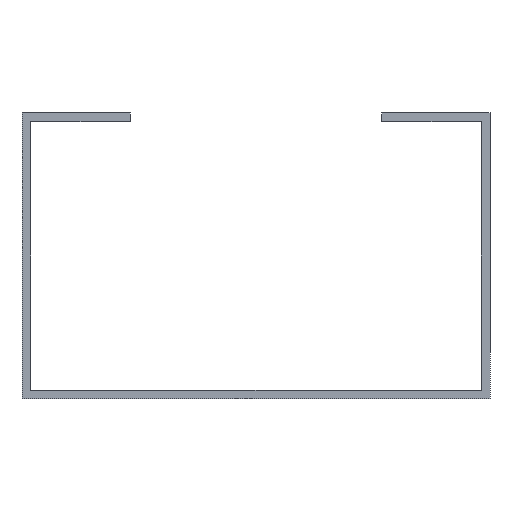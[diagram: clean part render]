
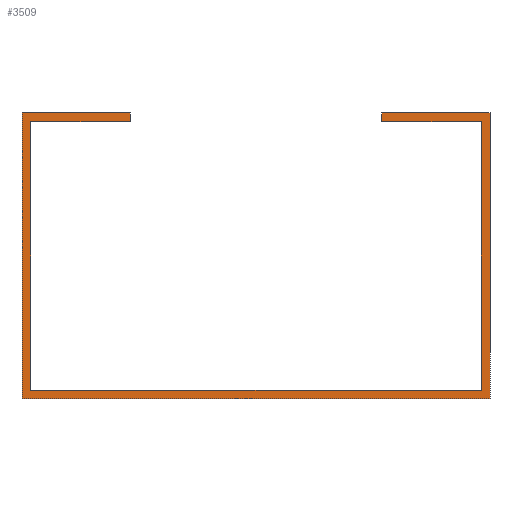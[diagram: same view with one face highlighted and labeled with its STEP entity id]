
A CAD part, front view. The second image highlights one B-rep face of the part: STEP entity #3509.
In plain terms, the highlighted planar face has unit normal (0, -1, 0).
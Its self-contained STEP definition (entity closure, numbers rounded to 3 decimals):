
#2=DIRECTION('',(1.,0.,0.));
#3=VECTOR('',#2,25.);
#4=CARTESIAN_POINT('',(29.,0.,0.));
#5=LINE('',#4,#3);
#6=DIRECTION('',(0.,0.,-1.));
#7=VECTOR('',#6,66.);
#8=CARTESIAN_POINT('',(54.,0.,0.));
#9=LINE('',#8,#7);
#10=DIRECTION('',(-1.,0.,0.));
#11=VECTOR('',#10,108.);
#12=CARTESIAN_POINT('',(54.,0.,-66.));
#13=LINE('',#12,#11);
#14=DIRECTION('',(0.,0.,1.));
#15=VECTOR('',#14,66.);
#16=CARTESIAN_POINT('',(-54.,0.,-66.));
#17=LINE('',#16,#15);
#18=DIRECTION('',(1.,0.,0.));
#19=VECTOR('',#18,25.);
#20=CARTESIAN_POINT('',(-54.,0.,0.));
#21=LINE('',#20,#19);
#22=DIRECTION('',(0.,0.,-1.));
#23=VECTOR('',#22,2.);
#24=CARTESIAN_POINT('',(-29.,0.,0.));
#25=LINE('',#24,#23);
#26=DIRECTION('',(-1.,0.,0.));
#27=VECTOR('',#26,23.);
#28=CARTESIAN_POINT('',(-29.,0.,-2.));
#29=LINE('',#28,#27);
#30=DIRECTION('',(0.,0.,-1.));
#31=VECTOR('',#30,62.);
#32=CARTESIAN_POINT('',(-52.,0.,-2.));
#33=LINE('',#32,#31);
#34=DIRECTION('',(1.,0.,0.));
#35=VECTOR('',#34,104.);
#36=CARTESIAN_POINT('',(-52.,0.,-64.));
#37=LINE('',#36,#35);
#38=DIRECTION('',(0.,0.,1.));
#39=VECTOR('',#38,62.);
#40=CARTESIAN_POINT('',(52.,0.,-64.));
#41=LINE('',#40,#39);
#42=DIRECTION('',(-1.,0.,0.));
#43=VECTOR('',#42,23.);
#44=CARTESIAN_POINT('',(52.,0.,-2.));
#45=LINE('',#44,#43);
#46=DIRECTION('',(0.,0.,1.));
#47=VECTOR('',#46,2.);
#48=CARTESIAN_POINT('',(29.,0.,-2.));
#49=LINE('',#48,#47);
#2614=CARTESIAN_POINT('',(29.,0.,0.));
#2615=CARTESIAN_POINT('',(54.,0.,0.));
#2616=VERTEX_POINT('',#2614);
#2617=VERTEX_POINT('',#2615);
#2618=CARTESIAN_POINT('',(54.,0.,-66.));
#2619=VERTEX_POINT('',#2618);
#2620=CARTESIAN_POINT('',(-54.,0.,-66.));
#2621=VERTEX_POINT('',#2620);
#2622=CARTESIAN_POINT('',(-54.,0.,0.));
#2623=VERTEX_POINT('',#2622);
#2624=CARTESIAN_POINT('',(-29.,0.,0.));
#2625=VERTEX_POINT('',#2624);
#2626=CARTESIAN_POINT('',(-29.,0.,-2.));
#2627=VERTEX_POINT('',#2626);
#2628=CARTESIAN_POINT('',(-52.,0.,-2.));
#2629=VERTEX_POINT('',#2628);
#2630=CARTESIAN_POINT('',(-52.,0.,-64.));
#2631=VERTEX_POINT('',#2630);
#2632=CARTESIAN_POINT('',(52.,0.,-64.));
#2633=VERTEX_POINT('',#2632);
#2634=CARTESIAN_POINT('',(52.,0.,-2.));
#2635=VERTEX_POINT('',#2634);
#2636=CARTESIAN_POINT('',(29.,0.,-2.));
#2637=VERTEX_POINT('',#2636);
#3478=CARTESIAN_POINT('',(0.,0.,0.));
#3479=DIRECTION('',(0.,1.,0.));
#3480=DIRECTION('',(1.,0.,0.));
#3481=AXIS2_PLACEMENT_3D('',#3478,#3479,#3480);
#3482=PLANE('',#3481);
#3484=ORIENTED_EDGE('',*,*,#3483,.T.);
#3486=ORIENTED_EDGE('',*,*,#3485,.T.);
#3488=ORIENTED_EDGE('',*,*,#3487,.T.);
#3490=ORIENTED_EDGE('',*,*,#3489,.T.);
#3492=ORIENTED_EDGE('',*,*,#3491,.T.);
#3494=ORIENTED_EDGE('',*,*,#3493,.T.);
#3496=ORIENTED_EDGE('',*,*,#3495,.T.);
#3498=ORIENTED_EDGE('',*,*,#3497,.T.);
#3500=ORIENTED_EDGE('',*,*,#3499,.T.);
#3502=ORIENTED_EDGE('',*,*,#3501,.T.);
#3504=ORIENTED_EDGE('',*,*,#3503,.T.);
#3506=ORIENTED_EDGE('',*,*,#3505,.T.);
#3507=EDGE_LOOP('',(#3484,#3486,#3488,#3490,#3492,#3494,#3496,#3498,#3500,#3502,
#3504,#3506));
#3508=FACE_OUTER_BOUND('',#3507,.F.);
#3509=ADVANCED_FACE('',(#3508),#3482,.F.);
#3483=EDGE_CURVE('',#2616,#2617,#5,.T.);
#3485=EDGE_CURVE('',#2617,#2619,#9,.T.);
#3487=EDGE_CURVE('',#2619,#2621,#13,.T.);
#3489=EDGE_CURVE('',#2621,#2623,#17,.T.);
#3491=EDGE_CURVE('',#2623,#2625,#21,.T.);
#3493=EDGE_CURVE('',#2625,#2627,#25,.T.);
#3495=EDGE_CURVE('',#2627,#2629,#29,.T.);
#3497=EDGE_CURVE('',#2629,#2631,#33,.T.);
#3499=EDGE_CURVE('',#2631,#2633,#37,.T.);
#3501=EDGE_CURVE('',#2633,#2635,#41,.T.);
#3503=EDGE_CURVE('',#2635,#2637,#45,.T.);
#3505=EDGE_CURVE('',#2637,#2616,#49,.T.);
